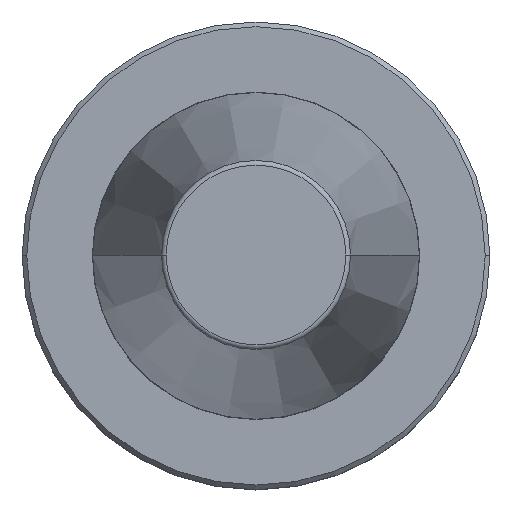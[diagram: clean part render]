
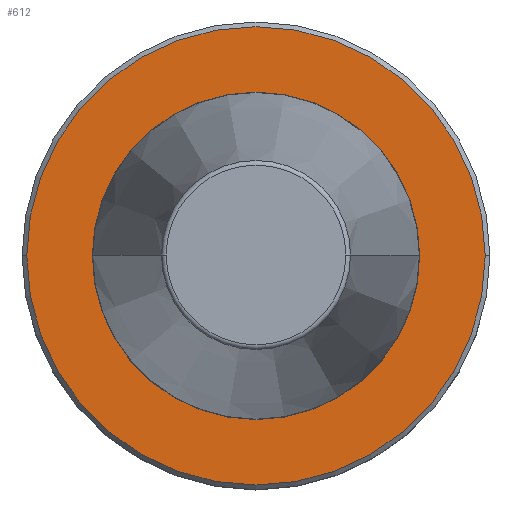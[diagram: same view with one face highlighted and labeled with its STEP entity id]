
A CAD part, top view. The second image highlights one B-rep face of the part: STEP entity #612.
In plain terms, the highlighted planar face has unit normal (0, 0, 1).
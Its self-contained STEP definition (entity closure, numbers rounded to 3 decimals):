
#53 = CARTESIAN_POINT ( 'NONE',  ( 49., 0., -3. ) ) ;
#65 = EDGE_CURVE ( 'NONE', #163, #561, #784, .T. ) ;
#69 = CARTESIAN_POINT ( 'NONE',  ( 0., 0., -3. ) ) ;
#101 = EDGE_CURVE ( 'NONE', #561, #163, #757, .T. ) ;
#110 = DIRECTION ( 'NONE',  ( 1., 0., 0. ) ) ;
#123 = CARTESIAN_POINT ( 'NONE',  ( 0., 35., -3. ) ) ;
#139 = AXIS2_PLACEMENT_3D ( 'NONE', #123, #778, #255 ) ;
#163 = VERTEX_POINT ( 'NONE', #53 ) ;
#177 = CIRCLE ( 'NONE', #935, 35. ) ;
#182 = CARTESIAN_POINT ( 'NONE',  ( 35., 0., -3. ) ) ;
#199 = EDGE_LOOP ( 'NONE', ( #361, #684 ) ) ;
#212 = DIRECTION ( 'NONE',  ( 0., 0., 1. ) ) ;
#245 = CIRCLE ( 'NONE', #404, 35. ) ;
#255 = DIRECTION ( 'NONE',  ( -1., 0., 0. ) ) ;
#361 = ORIENTED_EDGE ( 'NONE', *, *, #101, .T. ) ;
#363 = CARTESIAN_POINT ( 'NONE',  ( 0., 0., -3. ) ) ;
#373 = DIRECTION ( 'NONE',  ( 0., 0., 1. ) ) ;
#404 = AXIS2_PLACEMENT_3D ( 'NONE', #507, #878, #110 ) ;
#460 = DIRECTION ( 'NONE',  ( 1., 0., 0. ) ) ;
#471 = AXIS2_PLACEMENT_3D ( 'NONE', #880, #961, #959 ) ;
#498 = PLANE ( 'NONE',  #139 ) ;
#507 = CARTESIAN_POINT ( 'NONE',  ( 0., 0., -3. ) ) ;
#561 = VERTEX_POINT ( 'NONE', #842 ) ;
#588 = EDGE_CURVE ( 'NONE', #999, #607, #177, .T. ) ;
#607 = VERTEX_POINT ( 'NONE', #904 ) ;
#612 = ADVANCED_FACE ( 'NONE', ( #971, #751 ), #498, .F. ) ;
#657 = EDGE_LOOP ( 'NONE', ( #775, #996 ) ) ;
#664 = AXIS2_PLACEMENT_3D ( 'NONE', #69, #373, #460 ) ;
#684 = ORIENTED_EDGE ( 'NONE', *, *, #65, .T. ) ;
#751 = FACE_OUTER_BOUND ( 'NONE', #199, .T. ) ;
#757 = CIRCLE ( 'NONE', #664, 49. ) ;
#775 = ORIENTED_EDGE ( 'NONE', *, *, #588, .F. ) ;
#778 = DIRECTION ( 'NONE',  ( 0., 0., -1. ) ) ;
#784 = CIRCLE ( 'NONE', #471, 49. ) ;
#842 = CARTESIAN_POINT ( 'NONE',  ( -49., 0., -3. ) ) ;
#875 = DIRECTION ( 'NONE',  ( 1., 0., 0. ) ) ;
#878 = DIRECTION ( 'NONE',  ( 0., 0., 1. ) ) ;
#880 = CARTESIAN_POINT ( 'NONE',  ( 0., 0., -3. ) ) ;
#891 = EDGE_CURVE ( 'NONE', #607, #999, #245, .T. ) ;
#904 = CARTESIAN_POINT ( 'NONE',  ( -35., 0., -3. ) ) ;
#935 = AXIS2_PLACEMENT_3D ( 'NONE', #363, #212, #875 ) ;
#959 = DIRECTION ( 'NONE',  ( 1., 0., 0. ) ) ;
#961 = DIRECTION ( 'NONE',  ( 0., 0., 1. ) ) ;
#971 = FACE_BOUND ( 'NONE', #657, .T. ) ;
#996 = ORIENTED_EDGE ( 'NONE', *, *, #891, .F. ) ;
#999 = VERTEX_POINT ( 'NONE', #182 ) ;
